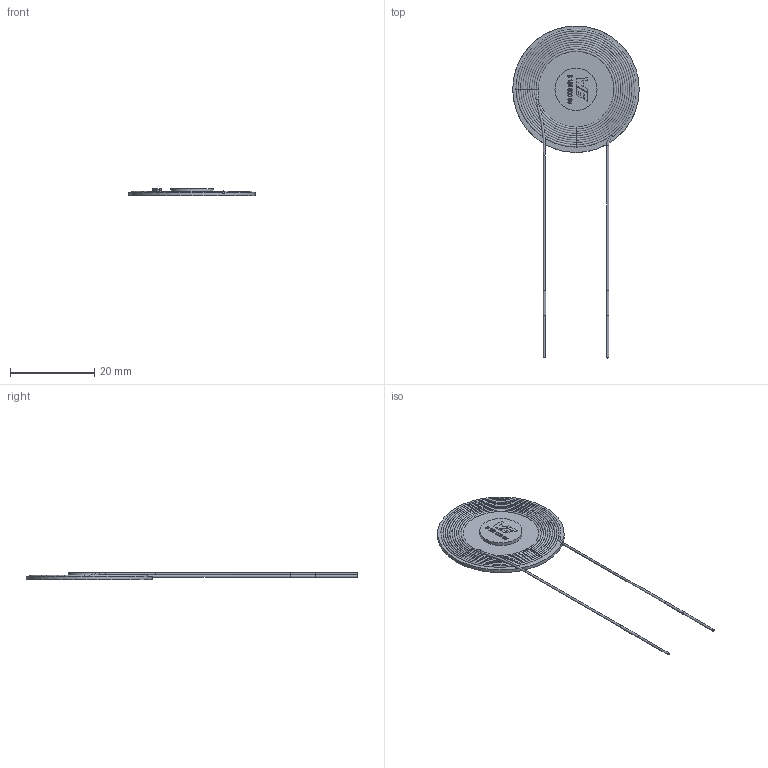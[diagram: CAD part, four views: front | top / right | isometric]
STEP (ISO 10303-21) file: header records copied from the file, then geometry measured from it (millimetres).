
FILE_DESCRIPTION(/* description */ ('Unknown'),/* implementation_level */ '2;1');
FILE_NAME(/* name */ 'L_Wurth_WE-WPCC-TX_760308101103',/* time_stamp */ '2025-04-18T11:08:14+08:00',/* author */ ('Unknown'),/* organization */ ('Unknown'),/* preprocessor_version */ 'ST-DEVELOPER v19.4',/* originating_system */ 'Solid Edge',/* authorisation */ 'Unknown');
FILE_SCHEMA (('AUTOMOTIVE_DESIGN {1 0 10303 214 3 1 1}'));
Length unit declared in the file: millimetre
Products named in the file (2): L_Wurth_WE-WPCC-TX_760308101103
Assembly tree (1 placements, depth 2):
  L_Wurth_WE-WPCC-TX_760308101103
    L_Wurth_WE-WPCC-TX_760308101103
Bounding box: 30 x 78.72 x 1.7 mm (x, y, z)
Volume: 720.8 mm3; surface area: 1898.5 mm2
Topology: 1 solids, 1 shells, 134 faces, 331 edges, 220 vertices
Faces by surface type: plane 79, bspline 30, torus 17, cylinder 8
Full cylindrical faces by diameter (mm): 0.5 x4, 0.6 x2, 10 x1, 30 x1
Entity records: 9026 total; most frequent: CARTESIAN_POINT 5322, ORIENTED_EDGE 614, DIRECTION 408, EDGE_CURVE 307, VERTEX_POINT 215, EDGE_LOOP 174, FACE_BOUND 174, B_SPLINE_CURVE_WITH_KNOTS 151
